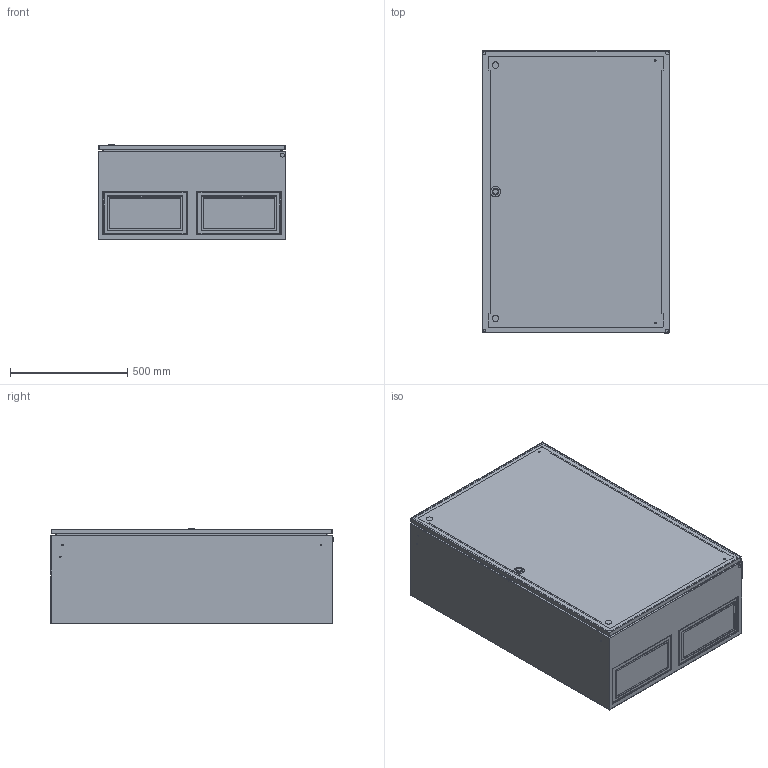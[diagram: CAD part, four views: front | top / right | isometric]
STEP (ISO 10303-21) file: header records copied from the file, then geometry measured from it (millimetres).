
FILE_DESCRIPTION (( 'STEP AP214' ), '1' );
FILE_NAME ('TI5-10-N-120-080-040-66.STEP', '2023-05-10T10:15:48', ( '' ), ( '' ), 'SwSTEP 2.0', 'SolidWorks 2022', '' );
FILE_SCHEMA (( 'AUTOMOTIVE_DESIGN' ));
Length unit declared in the file: millimetre
Products named in the file (5): Дверь_1200x800; Крышка_350х175; Панель_1200х800; Оболочка_1200х800х400; TI5-10-N-120-080-040-66
Assembly tree (5 placements, depth 2):
  TI5-10-N-120-080-040-66
    Оболочка_1200х800х400
    Дверь_1200x800
    Панель_1200х800
    Крышка_350х175  x2
Bounding box: 800 x 1202 x 404.1 mm (x, y, z)
Volume: 6125582 mm3; surface area: 9461681.6 mm2
Topology: 5 solids, 5 shells, 488 faces, 1232 edges, 803 vertices
Faces by surface type: plane 276, cylinder 194, torus 10, cone 8
Entity records: 15044 total; most frequent: CARTESIAN_POINT 2851, DIRECTION 2550, ORIENTED_EDGE 2392, EDGE_CURVE 1196, AXIS2_PLACEMENT_3D 886, VERTEX_POINT 779, VECTOR 778, LINE 778
